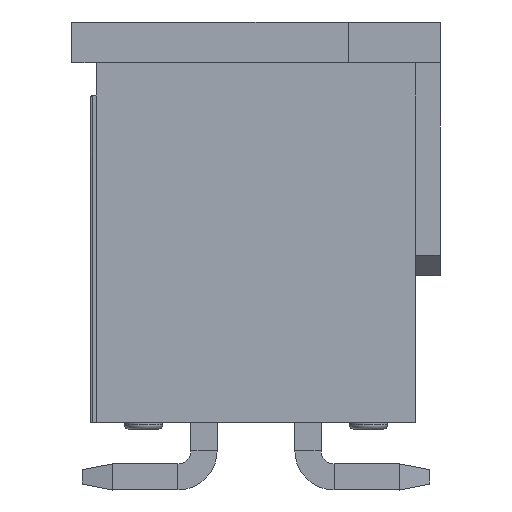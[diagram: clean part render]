
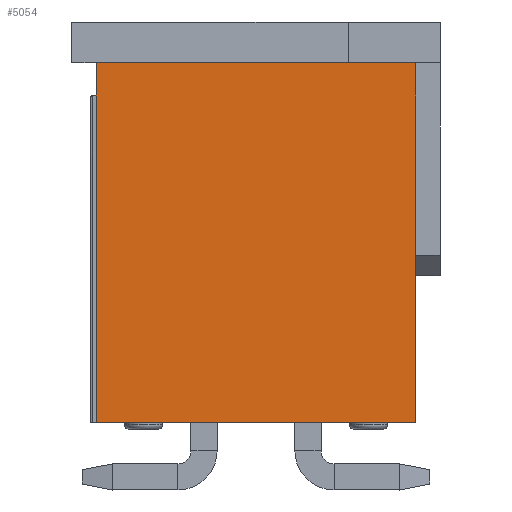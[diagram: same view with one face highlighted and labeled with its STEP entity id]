
A CAD part, left-side view. The second image highlights one B-rep face of the part: STEP entity #5054.
In plain terms, the highlighted planar face has unit normal (-1, 0, 0).
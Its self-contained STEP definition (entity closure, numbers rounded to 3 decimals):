
#4183=CARTESIAN_POINT('',(-14.28,-3.9,-2.4));
#4184=VERTEX_POINT('',#4183);
#4191=CARTESIAN_POINT('',(-14.28,3.9,-2.4));
#4192=VERTEX_POINT('',#4191);
#4193=CARTESIAN_POINT('',(-14.28,-3.9,-2.4));
#4194=DIRECTION('',(0.,1.,0.));
#4195=VECTOR('',#4194,7.8);
#4196=LINE('',#4193,#4195);
#4197=EDGE_CURVE('',#4184,#4192,#4196,.T.);
#4858=CARTESIAN_POINT('',(-14.28,-3.9,6.4));
#4859=VERTEX_POINT('',#4858);
#4866=CARTESIAN_POINT('',(-14.28,-3.9,6.4));
#4867=DIRECTION('',(0.,0.,-1.));
#4868=VECTOR('',#4867,8.8);
#4869=LINE('',#4866,#4868);
#4870=EDGE_CURVE('',#4859,#4184,#4869,.T.);
#4956=CARTESIAN_POINT('',(-14.28,3.9,6.4));
#4957=VERTEX_POINT('',#4956);
#4958=CARTESIAN_POINT('',(-14.28,3.9,-2.4));
#4959=DIRECTION('',(0.,0.,1.));
#4960=VECTOR('',#4959,8.8);
#4961=LINE('',#4958,#4960);
#4962=EDGE_CURVE('',#4192,#4957,#4961,.T.);
#5038=CARTESIAN_POINT('',(-14.28,0.,2.));
#5039=DIRECTION('',(0.,-1.,0.));
#5040=DIRECTION('',(-1.,0.,0.));
#5041=AXIS2_PLACEMENT_3D('',#5038,#5040,#5039);
#5042=PLANE('',#5041);
#5043=CARTESIAN_POINT('',(-14.28,-3.9,6.4));
#5044=DIRECTION('',(0.,1.,0.));
#5045=VECTOR('',#5044,7.8);
#5046=LINE('',#5043,#5045);
#5047=EDGE_CURVE('',#4859,#4957,#5046,.T.);
#5048=ORIENTED_EDGE('',*,*,#5047,.T.);
#5049=ORIENTED_EDGE('',*,*,#4962,.F.);
#5050=ORIENTED_EDGE('',*,*,#4197,.F.);
#5051=ORIENTED_EDGE('',*,*,#4870,.F.);
#5052=EDGE_LOOP('',(#5048,#5049,#5050,#5051));
#5053=FACE_OUTER_BOUND('',#5052,.T.);
#5054=ADVANCED_FACE('',(#5053),#5042,.T.);
